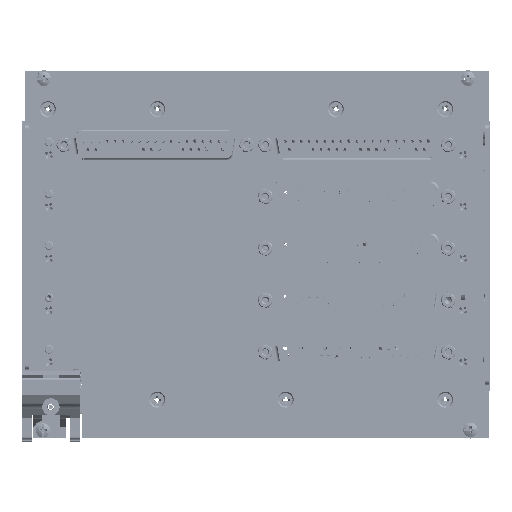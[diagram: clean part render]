
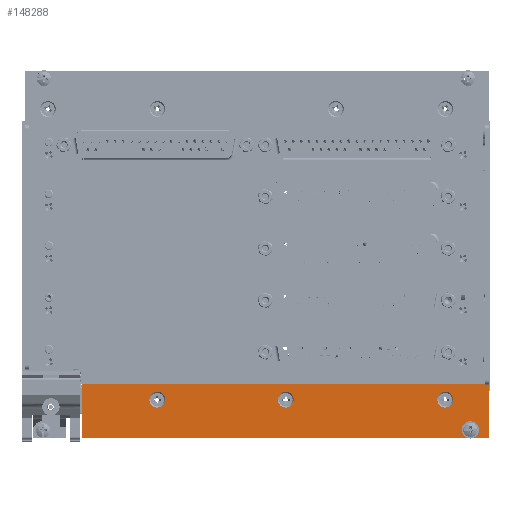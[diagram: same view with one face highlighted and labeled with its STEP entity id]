
A CAD part, top view. The second image highlights one B-rep face of the part: STEP entity #148288.
In plain terms, the highlighted planar face has unit normal (0, 0, 1).
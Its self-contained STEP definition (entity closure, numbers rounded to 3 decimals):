
#125168 = LINE ( 'NONE', #132629, #125181 ) ;
#125181 = VECTOR ( 'NONE', #132666, 1000. ) ;
#125215 = CIRCLE ( 'NONE', #395580, 2.75 ) ;
#125229 = CIRCLE ( 'NONE', #395584, 2.75 ) ;
#125241 = CIRCLE ( 'NONE', #395588, 2.75 ) ;
#125246 = CIRCLE ( 'NONE', #395590, 2.5 ) ;
#125251 = CIRCLE ( 'NONE', #395592, 1. ) ;
#125254 = LINE ( 'NONE', #132879, #125262 ) ;
#125262 = VECTOR ( 'NONE', #132902, 1000. ) ;
#125271 = CIRCLE ( 'NONE', #395595, 1. ) ;
#125278 = CIRCLE ( 'NONE', #395597, 2.5 ) ;
#125283 = CIRCLE ( 'NONE', #395599, 1. ) ;
#125286 = LINE ( 'NONE', #132955, #125291 ) ;
#125291 = VECTOR ( 'NONE', #132971, 1000. ) ;
#125297 = CIRCLE ( 'NONE', #395602, 1. ) ;
#125300 = LINE ( 'NONE', #132985, #125307 ) ;
#125303 = LINE ( 'NONE', #133008, #125319 ) ;
#125307 = VECTOR ( 'NONE', #133005, 1000. ) ;
#125314 = LINE ( 'NONE', #133027, #125330 ) ;
#125319 = VECTOR ( 'NONE', #133024, 1000. ) ;
#125330 = VECTOR ( 'NONE', #133046, 1000. ) ;
#129520 = VERTEX_POINT ( 'NONE', #168454 ) ;
#129558 = VERTEX_POINT ( 'NONE', #168478 ) ;
#129571 = VERTEX_POINT ( 'NONE', #168486 ) ;
#129576 = VERTEX_POINT ( 'NONE', #168488 ) ;
#129581 = VERTEX_POINT ( 'NONE', #168490 ) ;
#129584 = VERTEX_POINT ( 'NONE', #168493 ) ;
#129594 = VERTEX_POINT ( 'NONE', #168499 ) ;
#129598 = VERTEX_POINT ( 'NONE', #168501 ) ;
#129603 = VERTEX_POINT ( 'NONE', #168504 ) ;
#129608 = VERTEX_POINT ( 'NONE', #168506 ) ;
#129612 = VERTEX_POINT ( 'NONE', #168509 ) ;
#129631 = VERTEX_POINT ( 'NONE', #168520 ) ;
#132629 = CARTESIAN_POINT ( 'NONE',  ( 33.068, -40.279, 166.766 ) ) ;
#132666 = DIRECTION ( 'NONE',  ( 0., 1., 0. ) ) ;
#132745 = CARTESIAN_POINT ( 'NONE',  ( -82.235, -45.779, 166.765 ) ) ;
#132747 = DIRECTION ( 'NONE',  ( 0., 0., 1. ) ) ;
#132751 = DIRECTION ( 'NONE',  ( -1., 0., 0. ) ) ;
#132790 = CARTESIAN_POINT ( 'NONE',  ( -37.632, -45.779, 166.765 ) ) ;
#132792 = DIRECTION ( 'NONE',  ( 0., 0., 1. ) ) ;
#132796 = DIRECTION ( 'NONE',  ( -1., 0., 0. ) ) ;
#132837 = CARTESIAN_POINT ( 'NONE',  ( 17.765, -45.779, 166.765 ) ) ;
#132840 = DIRECTION ( 'NONE',  ( 0., 0., 1. ) ) ;
#132843 = DIRECTION ( 'NONE',  ( -1., 0., 0. ) ) ;
#132857 = CARTESIAN_POINT ( 'NONE',  ( 25.968, -56.279, 166.764 ) ) ;
#132860 = DIRECTION ( 'NONE',  ( 0., 0., 1. ) ) ;
#132862 = DIRECTION ( 'NONE',  ( 1., 0., 0. ) ) ;
#132879 = CARTESIAN_POINT ( 'NONE',  ( 27.343, -57.879, 166.764 ) ) ;
#132883 = CARTESIAN_POINT ( 'NONE',  ( 27.343, -56.879, 166.764 ) ) ;
#132886 = DIRECTION ( 'NONE',  ( 0., 0., 1. ) ) ;
#132889 = DIRECTION ( 'NONE',  ( 1., 0., 0. ) ) ;
#132902 = DIRECTION ( 'NONE',  ( 1., 0., 0. ) ) ;
#132921 = CARTESIAN_POINT ( 'NONE',  ( 25.593, -56.879, 166.764 ) ) ;
#132924 = DIRECTION ( 'NONE',  ( 0., 0., 1. ) ) ;
#132927 = DIRECTION ( 'NONE',  ( 1., 0., 0. ) ) ;
#132937 = CARTESIAN_POINT ( 'NONE',  ( 26.968, -56.279, 166.764 ) ) ;
#132939 = DIRECTION ( 'NONE',  ( 0., 0., 1. ) ) ;
#132941 = DIRECTION ( 'NONE',  ( 1., 0., 0. ) ) ;
#132955 = CARTESIAN_POINT ( 'NONE',  ( 25.593, -54.679, 166.764 ) ) ;
#132957 = CARTESIAN_POINT ( 'NONE',  ( 25.593, -55.679, 166.764 ) ) ;
#132960 = DIRECTION ( 'NONE',  ( 0., 0., 1. ) ) ;
#132962 = DIRECTION ( 'NONE',  ( 1., 0., 0. ) ) ;
#132971 = DIRECTION ( 'NONE',  ( -1., 0., 0. ) ) ;
#132985 = CARTESIAN_POINT ( 'NONE',  ( -108.332, -40.279, 166.766 ) ) ;
#132988 = CARTESIAN_POINT ( 'NONE',  ( 27.343, -55.679, 166.764 ) ) ;
#132991 = DIRECTION ( 'NONE',  ( 0., 0., 1. ) ) ;
#132994 = DIRECTION ( 'NONE',  ( 1., 0., 0. ) ) ;
#133005 = DIRECTION ( 'NONE',  ( 0., -1., 0. ) ) ;
#133008 = CARTESIAN_POINT ( 'NONE',  ( 33.068, -59.079, 166.764 ) ) ;
#133024 = DIRECTION ( 'NONE',  ( -1., 0., 0. ) ) ;
#133027 = CARTESIAN_POINT ( 'NONE',  ( 33.068, -40.279, 166.766 ) ) ;
#133046 = DIRECTION ( 'NONE',  ( -1., 0., 0. ) ) ;
#148288 = ADVANCED_FACE ( 'NONE', ( #207672, #207681, #207675, #207679, #207677 ), #204894, .F. ) ;
#168454 = CARTESIAN_POINT ( 'NONE',  ( 24.677, -57.279, 166.764 ) ) ;
#168478 = CARTESIAN_POINT ( 'NONE',  ( 33.068, -40.279, 166.766 ) ) ;
#168486 = CARTESIAN_POINT ( 'NONE',  ( 33.068, -59.079, 166.764 ) ) ;
#168488 = CARTESIAN_POINT ( 'NONE',  ( 27.343, -57.879, 166.764 ) ) ;
#168490 = CARTESIAN_POINT ( 'NONE',  ( 28.259, -57.279, 166.764 ) ) ;
#168493 = CARTESIAN_POINT ( 'NONE',  ( 24.677, -55.279, 166.764 ) ) ;
#168499 = CARTESIAN_POINT ( 'NONE',  ( 28.259, -55.279, 166.764 ) ) ;
#168501 = CARTESIAN_POINT ( 'NONE',  ( 25.593, -57.879, 166.764 ) ) ;
#168504 = CARTESIAN_POINT ( 'NONE',  ( 25.593, -54.679, 166.764 ) ) ;
#168506 = CARTESIAN_POINT ( 'NONE',  ( 27.343, -54.679, 166.764 ) ) ;
#168509 = CARTESIAN_POINT ( 'NONE',  ( -108.332, -40.279, 166.766 ) ) ;
#168520 = CARTESIAN_POINT ( 'NONE',  ( -108.332, -59.079, 166.764 ) ) ;
#185170 = ORIENTED_EDGE ( 'NONE', *, *, #251849, .F. ) ;
#185172 = ORIENTED_EDGE ( 'NONE', *, *, #251834, .F. ) ;
#185175 = ORIENTED_EDGE ( 'NONE', *, *, #251815, .F. ) ;
#185178 = ORIENTED_EDGE ( 'NONE', *, *, #251856, .F. ) ;
#185180 = ORIENTED_EDGE ( 'NONE', *, *, #251864, .F. ) ;
#185182 = ORIENTED_EDGE ( 'NONE', *, *, #251873, .F. ) ;
#185185 = ORIENTED_EDGE ( 'NONE', *, *, #251881, .F. ) ;
#185188 = ORIENTED_EDGE ( 'NONE', *, *, #251889, .F. ) ;
#185190 = ORIENTED_EDGE ( 'NONE', *, *, #251895, .F. ) ;
#185191 = ORIENTED_EDGE ( 'NONE', *, *, #251903, .F. ) ;
#185194 = ORIENTED_EDGE ( 'NONE', *, *, #251911, .F. ) ;
#185197 = ORIENTED_EDGE ( 'NONE', *, *, #251920, .T. ) ;
#185200 = ORIENTED_EDGE ( 'NONE', *, *, #251929, .F. ) ;
#185205 = ORIENTED_EDGE ( 'NONE', *, *, #251777, .T. ) ;
#185208 = ORIENTED_EDGE ( 'NONE', *, *, #251938, .T. ) ;
#186263 = AXIS2_PLACEMENT_3D ( 'NONE', #204915, #204917, #204919 ) ;
#204894 = PLANE ( 'NONE',  #186263 ) ;
#204915 = CARTESIAN_POINT ( 'NONE',  ( 33.068, -59.279, 166.764 ) ) ;
#204917 = DIRECTION ( 'NONE',  ( 0., 0., -1. ) ) ;
#204919 = DIRECTION ( 'NONE',  ( 1., 0., 0. ) ) ;
#207672 = FACE_BOUND ( 'NONE', #275958, .T. ) ;
#207675 = FACE_BOUND ( 'NONE', #275974, .T. ) ;
#207677 = FACE_OUTER_BOUND ( 'NONE', #275964, .T. ) ;
#207679 = FACE_BOUND ( 'NONE', #275983, .T. ) ;
#207681 = FACE_BOUND ( 'NONE', #275955, .T. ) ;
#251777 = EDGE_CURVE ( 'NONE', #129571, #129558, #125168, .T. ) ;
#251815 = EDGE_CURVE ( 'NONE', #298030, #298030, #125215, .T. ) ;
#251834 = EDGE_CURVE ( 'NONE', #298046, #298046, #125229, .T. ) ;
#251849 = EDGE_CURVE ( 'NONE', #298066, #298066, #125241, .T. ) ;
#251856 = EDGE_CURVE ( 'NONE', #129581, #129594, #125246, .T. ) ;
#251864 = EDGE_CURVE ( 'NONE', #129576, #129581, #125251, .T. ) ;
#251873 = EDGE_CURVE ( 'NONE', #129598, #129576, #125254, .T. ) ;
#251881 = EDGE_CURVE ( 'NONE', #129520, #129598, #125271, .T. ) ;
#251889 = EDGE_CURVE ( 'NONE', #129584, #129520, #125278, .T. ) ;
#251895 = EDGE_CURVE ( 'NONE', #129603, #129584, #125283, .T. ) ;
#251903 = EDGE_CURVE ( 'NONE', #129608, #129603, #125286, .T. ) ;
#251911 = EDGE_CURVE ( 'NONE', #129594, #129608, #125297, .T. ) ;
#251920 = EDGE_CURVE ( 'NONE', #129612, #129631, #125300, .T. ) ;
#251929 = EDGE_CURVE ( 'NONE', #129571, #129631, #125303, .T. ) ;
#251938 = EDGE_CURVE ( 'NONE', #129558, #129612, #125314, .T. ) ;
#275955 = EDGE_LOOP ( 'NONE', ( #185172 ) ) ;
#275958 = EDGE_LOOP ( 'NONE', ( #185170 ) ) ;
#275964 = EDGE_LOOP ( 'NONE', ( #185197, #185200, #185205, #185208 ) ) ;
#275974 = EDGE_LOOP ( 'NONE', ( #185175 ) ) ;
#275983 = EDGE_LOOP ( 'NONE', ( #185178, #185180, #185182, #185185, #185188, #185190, #185191, #185194 ) ) ;
#294811 = CARTESIAN_POINT ( 'NONE',  ( -84.985, -45.779, 166.765 ) ) ;
#294822 = CARTESIAN_POINT ( 'NONE',  ( -40.382, -45.779, 166.765 ) ) ;
#294833 = CARTESIAN_POINT ( 'NONE',  ( 15.015, -45.779, 166.765 ) ) ;
#298030 = VERTEX_POINT ( 'NONE', #294811 ) ;
#298046 = VERTEX_POINT ( 'NONE', #294822 ) ;
#298066 = VERTEX_POINT ( 'NONE', #294833 ) ;
#395580 = AXIS2_PLACEMENT_3D ( 'NONE', #132745, #132747, #132751 ) ;
#395584 = AXIS2_PLACEMENT_3D ( 'NONE', #132790, #132792, #132796 ) ;
#395588 = AXIS2_PLACEMENT_3D ( 'NONE', #132837, #132840, #132843 ) ;
#395590 = AXIS2_PLACEMENT_3D ( 'NONE', #132857, #132860, #132862 ) ;
#395592 = AXIS2_PLACEMENT_3D ( 'NONE', #132883, #132886, #132889 ) ;
#395595 = AXIS2_PLACEMENT_3D ( 'NONE', #132921, #132924, #132927 ) ;
#395597 = AXIS2_PLACEMENT_3D ( 'NONE', #132937, #132939, #132941 ) ;
#395599 = AXIS2_PLACEMENT_3D ( 'NONE', #132957, #132960, #132962 ) ;
#395602 = AXIS2_PLACEMENT_3D ( 'NONE', #132988, #132991, #132994 ) ;
